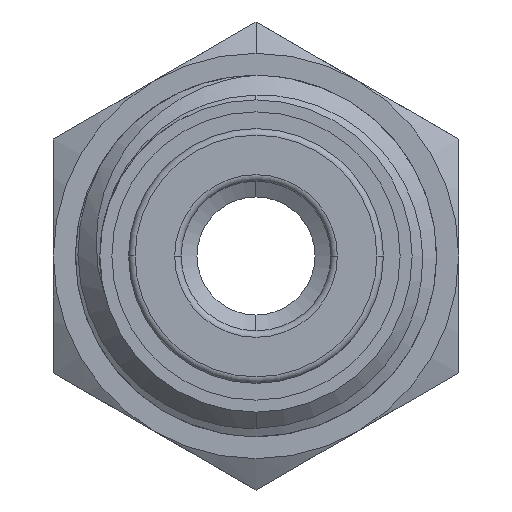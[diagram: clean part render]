
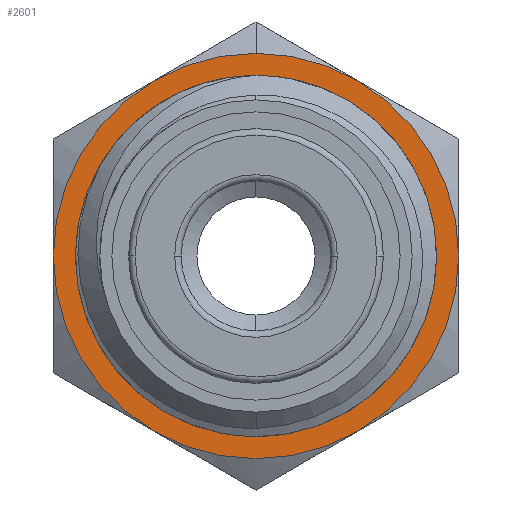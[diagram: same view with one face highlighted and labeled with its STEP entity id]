
A CAD part, left-side view. The second image highlights one B-rep face of the part: STEP entity #2601.
In plain terms, the highlighted planar face has unit normal (-1, 0, 0).
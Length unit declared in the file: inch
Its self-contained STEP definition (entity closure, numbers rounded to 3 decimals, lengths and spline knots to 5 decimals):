
#23 = EDGE_CURVE ( 'NONE', #980, #3178, #1083, .T. ) ;
#42 = CARTESIAN_POINT ( 'NONE',  ( -1.075, 0., 0.26325 ) ) ;
#68 = CARTESIAN_POINT ( 'NONE',  ( -1.075, 0.15625, -0.27063 ) ) ;
#75 = ORIENTED_EDGE ( 'NONE', *, *, #23, .T. ) ;
#97 = CIRCLE ( 'NONE', #1933, 0.3125 ) ;
#154 = CIRCLE ( 'NONE', #181, 0.3125 ) ;
#173 = CARTESIAN_POINT ( 'NONE',  ( -1.075, 0., 0. ) ) ;
#181 = AXIS2_PLACEMENT_3D ( 'NONE', #593, #3220, #1633 ) ;
#186 = DIRECTION ( 'NONE',  ( -1., 0., 0. ) ) ;
#215 = ORIENTED_EDGE ( 'NONE', *, *, #2145, .T. ) ;
#226 = AXIS2_PLACEMENT_3D ( 'NONE', #2579, #1259, #484 ) ;
#247 = DIRECTION ( 'NONE',  ( -1., 0., 0. ) ) ;
#311 = CARTESIAN_POINT ( 'NONE',  ( -1.075, 0., 0.3125 ) ) ;
#323 = CARTESIAN_POINT ( 'NONE',  ( -1.075, -0.15625, -0.27063 ) ) ;
#326 = VERTEX_POINT ( 'NONE', #3205 ) ;
#433 = DIRECTION ( 'NONE',  ( 1., 0., 0. ) ) ;
#447 = CARTESIAN_POINT ( 'NONE',  ( -1.075, 0., 0. ) ) ;
#484 = DIRECTION ( 'NONE',  ( 0., 0., 1. ) ) ;
#522 = EDGE_CURVE ( 'NONE', #684, #1581, #624, .T. ) ;
#529 = AXIS2_PLACEMENT_3D ( 'NONE', #2486, #2187, #2461 ) ;
#538 = DIRECTION ( 'NONE',  ( 0., 0., 1. ) ) ;
#587 = AXIS2_PLACEMENT_3D ( 'NONE', #644, #2002, #1713 ) ;
#591 = EDGE_LOOP ( 'NONE', ( #3418, #631 ) ) ;
#593 = CARTESIAN_POINT ( 'NONE',  ( -1.075, 0., 0. ) ) ;
#624 = CIRCLE ( 'NONE', #2396, 0.26325 ) ;
#631 = ORIENTED_EDGE ( 'NONE', *, *, #3388, .T. ) ;
#644 = CARTESIAN_POINT ( 'NONE',  ( -1.075, 0., 0. ) ) ;
#684 = VERTEX_POINT ( 'NONE', #1260 ) ;
#749 = PLANE ( 'NONE',  #226 ) ;
#955 = CARTESIAN_POINT ( 'NONE',  ( -1.075, 0.15625, 0.27063 ) ) ;
#980 = VERTEX_POINT ( 'NONE', #68 ) ;
#1042 = VERTEX_POINT ( 'NONE', #1646 ) ;
#1083 = CIRCLE ( 'NONE', #1264, 0.3125 ) ;
#1116 = FACE_BOUND ( 'NONE', #591, .T. ) ;
#1121 = EDGE_CURVE ( 'NONE', #2133, #1755, #3407, .T. ) ;
#1167 = EDGE_LOOP ( 'NONE', ( #2560, #1720, #215, #2330, #75, #2718, #2166 ) ) ;
#1239 = EDGE_CURVE ( 'NONE', #1042, #326, #3113, .T. ) ;
#1259 = DIRECTION ( 'NONE',  ( -1., 0., 0. ) ) ;
#1260 = CARTESIAN_POINT ( 'NONE',  ( -1.075, 0., -0.26325 ) ) ;
#1264 = AXIS2_PLACEMENT_3D ( 'NONE', #447, #2301, #1529 ) ;
#1439 = DIRECTION ( 'NONE',  ( -1., 0., 0. ) ) ;
#1486 = DIRECTION ( 'NONE',  ( -1., 0., 0. ) ) ;
#1496 = CARTESIAN_POINT ( 'NONE',  ( -1.075, 0., 0. ) ) ;
#1529 = DIRECTION ( 'NONE',  ( 0., 0., 1. ) ) ;
#1581 = VERTEX_POINT ( 'NONE', #42 ) ;
#1617 = EDGE_CURVE ( 'NONE', #3178, #1042, #2689, .T. ) ;
#1633 = DIRECTION ( 'NONE',  ( 0., 0., 1. ) ) ;
#1646 = CARTESIAN_POINT ( 'NONE',  ( -1.075, -0.3125, 0. ) ) ;
#1713 = DIRECTION ( 'NONE',  ( 0., 0., -1. ) ) ;
#1720 = ORIENTED_EDGE ( 'NONE', *, *, #1121, .T. ) ;
#1755 = VERTEX_POINT ( 'NONE', #955 ) ;
#1781 = AXIS2_PLACEMENT_3D ( 'NONE', #3165, #247, #538 ) ;
#1933 = AXIS2_PLACEMENT_3D ( 'NONE', #2051, #1486, #2026 ) ;
#2002 = DIRECTION ( 'NONE',  ( 1., 0., 0. ) ) ;
#2026 = DIRECTION ( 'NONE',  ( 0., 0., 1. ) ) ;
#2035 = DIRECTION ( 'NONE',  ( 0., 0., -1. ) ) ;
#2040 = VERTEX_POINT ( 'NONE', #3160 ) ;
#2051 = CARTESIAN_POINT ( 'NONE',  ( -1.075, 0., 0. ) ) ;
#2133 = VERTEX_POINT ( 'NONE', #311 ) ;
#2145 = EDGE_CURVE ( 'NONE', #1755, #2040, #154, .T. ) ;
#2166 = ORIENTED_EDGE ( 'NONE', *, *, #1239, .T. ) ;
#2179 = CIRCLE ( 'NONE', #2645, 0.3125 ) ;
#2187 = DIRECTION ( 'NONE',  ( -1., 0., 0. ) ) ;
#2301 = DIRECTION ( 'NONE',  ( -1., 0., 0. ) ) ;
#2303 = AXIS2_PLACEMENT_3D ( 'NONE', #2792, #1439, #3300 ) ;
#2330 = ORIENTED_EDGE ( 'NONE', *, *, #3093, .T. ) ;
#2396 = AXIS2_PLACEMENT_3D ( 'NONE', #1496, #433, #2035 ) ;
#2461 = DIRECTION ( 'NONE',  ( 0., 0., 1. ) ) ;
#2479 = CIRCLE ( 'NONE', #587, 0.26325 ) ;
#2486 = CARTESIAN_POINT ( 'NONE',  ( -1.075, 0., 0. ) ) ;
#2560 = ORIENTED_EDGE ( 'NONE', *, *, #3084, .T. ) ;
#2579 = CARTESIAN_POINT ( 'NONE',  ( -1.075, 0.26325, 0. ) ) ;
#2601 = ADVANCED_FACE ( 'NONE', ( #1116, #3149 ), #749, .T. ) ;
#2645 = AXIS2_PLACEMENT_3D ( 'NONE', #173, #186, #3072 ) ;
#2689 = CIRCLE ( 'NONE', #529, 0.3125 ) ;
#2718 = ORIENTED_EDGE ( 'NONE', *, *, #1617, .T. ) ;
#2792 = CARTESIAN_POINT ( 'NONE',  ( -1.075, 0., 0. ) ) ;
#3072 = DIRECTION ( 'NONE',  ( 0., 0., 1. ) ) ;
#3084 = EDGE_CURVE ( 'NONE', #326, #2133, #2179, .T. ) ;
#3093 = EDGE_CURVE ( 'NONE', #2040, #980, #97, .T. ) ;
#3113 = CIRCLE ( 'NONE', #1781, 0.3125 ) ;
#3149 = FACE_OUTER_BOUND ( 'NONE', #1167, .T. ) ;
#3160 = CARTESIAN_POINT ( 'NONE',  ( -1.075, 0.3125, 0. ) ) ;
#3165 = CARTESIAN_POINT ( 'NONE',  ( -1.075, 0., 0. ) ) ;
#3178 = VERTEX_POINT ( 'NONE', #323 ) ;
#3205 = CARTESIAN_POINT ( 'NONE',  ( -1.075, -0.15625, 0.27063 ) ) ;
#3220 = DIRECTION ( 'NONE',  ( -1., 0., 0. ) ) ;
#3300 = DIRECTION ( 'NONE',  ( 0., 0., 1. ) ) ;
#3388 = EDGE_CURVE ( 'NONE', #1581, #684, #2479, .T. ) ;
#3407 = CIRCLE ( 'NONE', #2303, 0.3125 ) ;
#3418 = ORIENTED_EDGE ( 'NONE', *, *, #522, .T. ) ;
